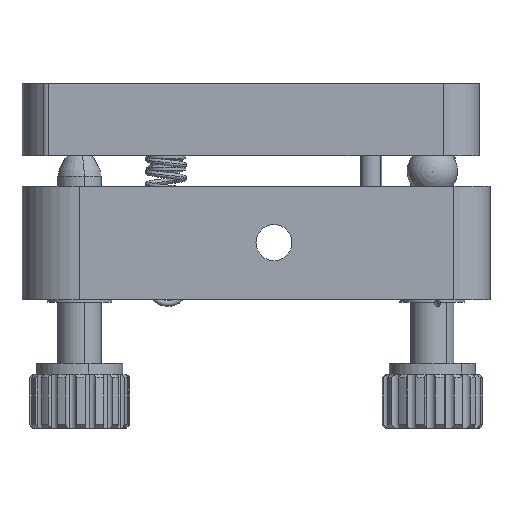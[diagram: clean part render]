
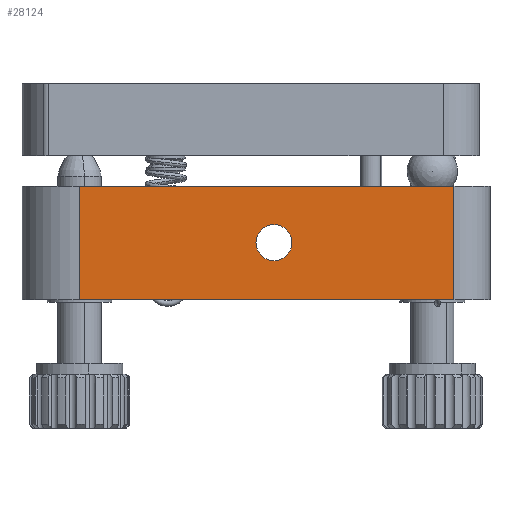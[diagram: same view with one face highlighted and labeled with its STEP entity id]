
A CAD part, front view. The second image highlights one B-rep face of the part: STEP entity #28124.
In plain terms, the highlighted planar face has unit normal (0, -1, 0).
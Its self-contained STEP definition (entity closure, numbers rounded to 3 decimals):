
#676 = VECTOR ( 'NONE', #29456, 1000. ) ;
#738 = VERTEX_POINT ( 'NONE', #7955 ) ;
#969 = VERTEX_POINT ( 'NONE', #29860 ) ;
#1100 = DIRECTION ( 'NONE',  ( 1., 0., 0. ) ) ;
#1688 = FACE_OUTER_BOUND ( 'NONE', #1859, .T. ) ;
#1859 = EDGE_LOOP ( 'NONE', ( #3760, #19730, #31423, #10511 ) ) ;
#2039 = VECTOR ( 'NONE', #31951, 1000. ) ;
#2620 = CARTESIAN_POINT ( 'NONE',  ( 17.84, -19.045, 42.2 ) ) ;
#3142 = VERTEX_POINT ( 'NONE', #27036 ) ;
#3760 = ORIENTED_EDGE ( 'NONE', *, *, #12119, .T. ) ;
#4101 = VECTOR ( 'NONE', #13196, 1000. ) ;
#4530 = CARTESIAN_POINT ( 'NONE',  ( 17.84, -19.045, 42.2 ) ) ;
#4983 = CARTESIAN_POINT ( 'NONE',  ( -7.16, -19.045, 36.85 ) ) ;
#6316 = EDGE_CURVE ( 'NONE', #969, #3142, #33630, .T. ) ;
#7587 = CARTESIAN_POINT ( 'NONE',  ( 17.84, -19.045, 26.4 ) ) ;
#7955 = CARTESIAN_POINT ( 'NONE',  ( -7.16, -19.045, 31.85 ) ) ;
#8849 = DIRECTION ( 'NONE',  ( 0., -1., 0. ) ) ;
#9086 = CIRCLE ( 'NONE', #23886, 2.5 ) ;
#9526 = LINE ( 'NONE', #18665, #676 ) ;
#10511 = ORIENTED_EDGE ( 'NONE', *, *, #6316, .T. ) ;
#11894 = DIRECTION ( 'NONE',  ( 0., -1., 0. ) ) ;
#12119 = EDGE_CURVE ( 'NONE', #3142, #13162, #22680, .T. ) ;
#12998 = VERTEX_POINT ( 'NONE', #4983 ) ;
#13066 = EDGE_CURVE ( 'NONE', #969, #15974, #9526, .T. ) ;
#13162 = VERTEX_POINT ( 'NONE', #27288 ) ;
#13186 = ORIENTED_EDGE ( 'NONE', *, *, #16253, .F. ) ;
#13196 = DIRECTION ( 'NONE',  ( 0., 0., -1. ) ) ;
#13313 = AXIS2_PLACEMENT_3D ( 'NONE', #28123, #11894, #30877 ) ;
#15974 = VERTEX_POINT ( 'NONE', #4530 ) ;
#16253 = EDGE_CURVE ( 'NONE', #12998, #738, #32246, .T. ) ;
#17232 = DIRECTION ( 'NONE',  ( 0., -1., 0. ) ) ;
#17805 = CARTESIAN_POINT ( 'NONE',  ( -34.16, -19.045, 42.2 ) ) ;
#18161 = DIRECTION ( 'NONE',  ( 0., 0., -1. ) ) ;
#18482 = LINE ( 'NONE', #2620, #4101 ) ;
#18665 = CARTESIAN_POINT ( 'NONE',  ( 17.84, -19.045, 42.2 ) ) ;
#19730 = ORIENTED_EDGE ( 'NONE', *, *, #28421, .F. ) ;
#22088 = EDGE_CURVE ( 'NONE', #738, #12998, #9086, .T. ) ;
#22680 = LINE ( 'NONE', #7587, #2039 ) ;
#23330 = ORIENTED_EDGE ( 'NONE', *, *, #22088, .F. ) ;
#23886 = AXIS2_PLACEMENT_3D ( 'NONE', #24999, #8849, #27753 ) ;
#24460 = AXIS2_PLACEMENT_3D ( 'NONE', #33510, #17232, #1100 ) ;
#24999 = CARTESIAN_POINT ( 'NONE',  ( -7.16, -19.045, 34.35 ) ) ;
#26384 = VECTOR ( 'NONE', #18161, 1000. ) ;
#27036 = CARTESIAN_POINT ( 'NONE',  ( -34.16, -19.045, 26.4 ) ) ;
#27288 = CARTESIAN_POINT ( 'NONE',  ( 17.84, -19.045, 26.4 ) ) ;
#27753 = DIRECTION ( 'NONE',  ( 0., 0., -1. ) ) ;
#28123 = CARTESIAN_POINT ( 'NONE',  ( -7.16, -19.045, 34.35 ) ) ;
#28124 = ADVANCED_FACE ( 'NONE', ( #29592, #1688 ), #30644, .T. ) ;
#28421 = EDGE_CURVE ( 'NONE', #15974, #13162, #18482, .T. ) ;
#29456 = DIRECTION ( 'NONE',  ( 1., 0., 0. ) ) ;
#29592 = FACE_BOUND ( 'NONE', #33181, .T. ) ;
#29860 = CARTESIAN_POINT ( 'NONE',  ( -34.16, -19.045, 42.2 ) ) ;
#30644 = PLANE ( 'NONE',  #24460 ) ;
#30877 = DIRECTION ( 'NONE',  ( 0., 0., -1. ) ) ;
#31423 = ORIENTED_EDGE ( 'NONE', *, *, #13066, .F. ) ;
#31951 = DIRECTION ( 'NONE',  ( 1., 0., 0. ) ) ;
#32246 = CIRCLE ( 'NONE', #13313, 2.5 ) ;
#33181 = EDGE_LOOP ( 'NONE', ( #23330, #13186 ) ) ;
#33510 = CARTESIAN_POINT ( 'NONE',  ( 17.84, -19.045, 42.2 ) ) ;
#33630 = LINE ( 'NONE', #17805, #26384 ) ;
